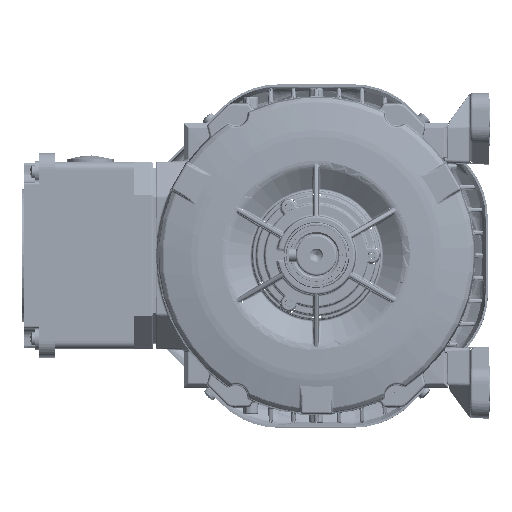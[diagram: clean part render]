
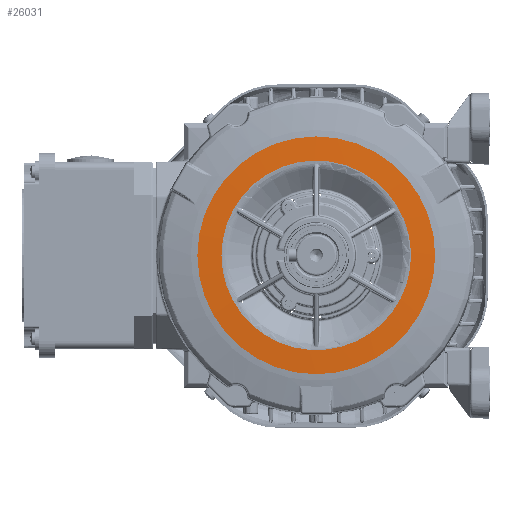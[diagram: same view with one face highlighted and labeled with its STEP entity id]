
A CAD part, top view. The second image highlights one B-rep face of the part: STEP entity #26031.
In plain terms, the highlighted conical face has half-angle 87.555 degrees and reference radius 42.131 mm.
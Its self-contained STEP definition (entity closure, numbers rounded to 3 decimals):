
#9967=CONICAL_SURFACE('',#133970,42.131,87.555);
#23001=FACE_BOUND('',#40493,.T.);
#23002=FACE_BOUND('',#40494,.T.);
#26031=ADVANCED_FACE('',(#23001,#23002),#9967,.T.);
#40493=EDGE_LOOP('',(#62638));
#40494=EDGE_LOOP('',(#62639));
#47242=CIRCLE('',#133968,54.754);
#47243=CIRCLE('',#133969,43.655);
#62638=ORIENTED_EDGE('',*,*,#104275,.T.);
#62639=ORIENTED_EDGE('',*,*,#104276,.T.);
#87478=VERTEX_POINT('',#209656);
#87479=VERTEX_POINT('',#209658);
#104275=EDGE_CURVE('',#87478,#87478,#47242,.T.);
#104276=EDGE_CURVE('',#87479,#87479,#47243,.T.);
#133968=AXIS2_PLACEMENT_3D('',#209655,#156286,#156287);
#133969=AXIS2_PLACEMENT_3D('',#209657,#156288,#156289);
#133970=AXIS2_PLACEMENT_3D('',#209659,#156290,#156291);
#156286=DIRECTION('',(0.,0.,1.));
#156287=DIRECTION('',(-1.,0.,0.));
#156288=DIRECTION('',(0.,0.,-1.));
#156289=DIRECTION('',(-1.,0.,0.));
#156290=DIRECTION('',(0.,0.,-1.));
#156291=DIRECTION('',(1.,0.,0.));
#209655=CARTESIAN_POINT('',(0.,0.,50.96));
#209656=CARTESIAN_POINT('',(-54.754,0.,50.96));
#209657=CARTESIAN_POINT('',(0.,0.,51.434));
#209658=CARTESIAN_POINT('',(-43.655,0.,51.434));
#209659=CARTESIAN_POINT('',(0.,0.,51.499));
